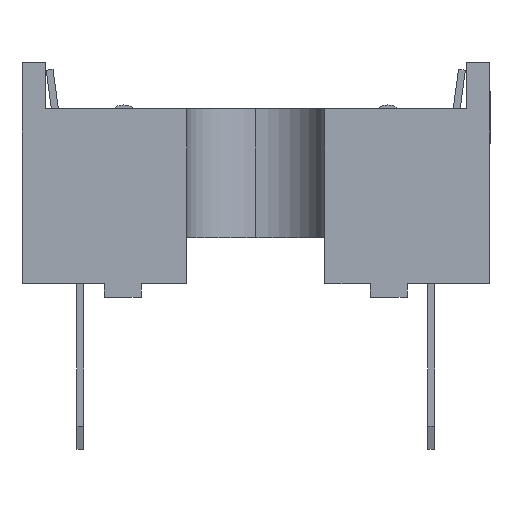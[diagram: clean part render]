
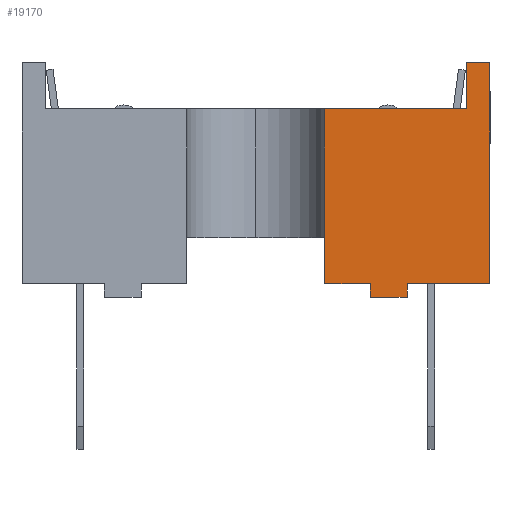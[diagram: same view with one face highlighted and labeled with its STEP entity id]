
A CAD part, left-side view. The second image highlights one B-rep face of the part: STEP entity #19170.
In plain terms, the highlighted planar face has unit normal (-1, 0, 0).
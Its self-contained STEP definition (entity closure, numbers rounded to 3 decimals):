
#42 = LINE ( 'NONE', #23298, #3764 ) ;
#196 = DIRECTION ( 'NONE',  ( 0., -1., 0. ) ) ;
#697 = DIRECTION ( 'NONE',  ( 0., -1., 0. ) ) ;
#1851 = VERTEX_POINT ( 'NONE', #11926 ) ;
#2343 = VECTOR ( 'NONE', #37076, 1000. ) ;
#2371 = VERTEX_POINT ( 'NONE', #9299 ) ;
#3081 = VERTEX_POINT ( 'NONE', #32589 ) ;
#3257 = VERTEX_POINT ( 'NONE', #35240 ) ;
#3322 = DIRECTION ( 'NONE',  ( 0., 0., 1. ) ) ;
#3588 = CARTESIAN_POINT ( 'NONE',  ( -10.16, 5.08, 0. ) ) ;
#3745 = DIRECTION ( 'NONE',  ( 0., -1., 0. ) ) ;
#3764 = VECTOR ( 'NONE', #32083, 1000. ) ;
#3958 = DIRECTION ( 'NONE',  ( 1., 0., 0. ) ) ;
#4129 = LINE ( 'NONE', #36291, #9930 ) ;
#4232 = CARTESIAN_POINT ( 'NONE',  ( -10.16, -2.49, -0.3 ) ) ;
#4369 = CARTESIAN_POINT ( 'NONE',  ( -10.16, -2.49, -0.3 ) ) ;
#4764 = VECTOR ( 'NONE', #35500, 1000. ) ;
#5125 = DIRECTION ( 'NONE',  ( 0., 0., 1. ) ) ;
#6177 = LINE ( 'NONE', #35165, #25785 ) ;
#6191 = DIRECTION ( 'NONE',  ( 0., 0., -1. ) ) ;
#6692 = EDGE_CURVE ( 'NONE', #3257, #24131, #29031, .T. ) ;
#7658 = AXIS2_PLACEMENT_3D ( 'NONE', #30209, #3958, #21227 ) ;
#8189 = LINE ( 'NONE', #32167, #27564 ) ;
#8551 = FACE_OUTER_BOUND ( 'NONE', #17489, .T. ) ;
#8828 = EDGE_CURVE ( 'NONE', #15174, #2371, #14750, .T. ) ;
#9299 = CARTESIAN_POINT ( 'NONE',  ( -10.16, -2.49, 0. ) ) ;
#9930 = VECTOR ( 'NONE', #3745, 1000. ) ;
#10369 = EDGE_CURVE ( 'NONE', #12377, #3257, #4129, .T. ) ;
#10486 = ORIENTED_EDGE ( 'NONE', *, *, #6692, .F. ) ;
#10671 = VECTOR ( 'NONE', #17728, 1000. ) ;
#11926 = CARTESIAN_POINT ( 'NONE',  ( -10.16, -3.29, -0.3 ) ) ;
#11957 = EDGE_CURVE ( 'NONE', #1851, #25991, #8189, .T. ) ;
#12346 = LINE ( 'NONE', #17910, #33249 ) ;
#12377 = VERTEX_POINT ( 'NONE', #34615 ) ;
#12509 = CARTESIAN_POINT ( 'NONE',  ( -10.16, -4.58, 3.8 ) ) ;
#12814 = EDGE_CURVE ( 'NONE', #20968, #27932, #42, .T. ) ;
#14639 = LINE ( 'NONE', #29032, #10671 ) ;
#14750 = LINE ( 'NONE', #26446, #25673 ) ;
#15174 = VERTEX_POINT ( 'NONE', #26239 ) ;
#16517 = ORIENTED_EDGE ( 'NONE', *, *, #10369, .F. ) ;
#17279 = EDGE_CURVE ( 'NONE', #3081, #15174, #12346, .T. ) ;
#17489 = EDGE_LOOP ( 'NONE', ( #16517, #37605, #32205, #20819, #29388, #25564, #33615, #23047, #33736, #34393, #10486 ) ) ;
#17728 = DIRECTION ( 'NONE',  ( 0., 0., -1. ) ) ;
#17910 = CARTESIAN_POINT ( 'NONE',  ( -10.16, -1.5, -1. ) ) ;
#17920 = CARTESIAN_POINT ( 'NONE',  ( -10.16, -5.08, 4.8 ) ) ;
#18353 = PLANE ( 'NONE',  #7658 ) ;
#18747 = CARTESIAN_POINT ( 'NONE',  ( -10.16, -5.08, 0. ) ) ;
#19170 = ADVANCED_FACE ( 'NONE', ( #8551 ), #18353, .F. ) ;
#20819 = ORIENTED_EDGE ( 'NONE', *, *, #34145, .T. ) ;
#20968 = VERTEX_POINT ( 'NONE', #36485 ) ;
#21227 = DIRECTION ( 'NONE',  ( 0., 0., -1. ) ) ;
#22132 = EDGE_CURVE ( 'NONE', #27932, #12377, #6177, .T. ) ;
#22489 = EDGE_CURVE ( 'NONE', #25991, #24131, #29851, .T. ) ;
#22586 = VECTOR ( 'NONE', #6191, 1000. ) ;
#23047 = ORIENTED_EDGE ( 'NONE', *, *, #27565, .T. ) ;
#23298 = CARTESIAN_POINT ( 'NONE',  ( -10.16, 4.58, 3.8 ) ) ;
#24131 = VERTEX_POINT ( 'NONE', #18747 ) ;
#25564 = ORIENTED_EDGE ( 'NONE', *, *, #8828, .T. ) ;
#25673 = VECTOR ( 'NONE', #196, 1000. ) ;
#25785 = VECTOR ( 'NONE', #3322, 1000. ) ;
#25945 = LINE ( 'NONE', #34418, #2343 ) ;
#25991 = VERTEX_POINT ( 'NONE', #28171 ) ;
#26239 = CARTESIAN_POINT ( 'NONE',  ( -10.16, -1.5, 0. ) ) ;
#26446 = CARTESIAN_POINT ( 'NONE',  ( -10.16, 5.08, 0. ) ) ;
#26701 = DIRECTION ( 'NONE',  ( 0., 0., -1. ) ) ;
#27564 = VECTOR ( 'NONE', #5125, 1000. ) ;
#27565 = EDGE_CURVE ( 'NONE', #30407, #1851, #25945, .T. ) ;
#27932 = VERTEX_POINT ( 'NONE', #12509 ) ;
#28171 = CARTESIAN_POINT ( 'NONE',  ( -10.16, -3.29, 0. ) ) ;
#28889 = VECTOR ( 'NONE', #697, 1000. ) ;
#29031 = LINE ( 'NONE', #17920, #22586 ) ;
#29032 = CARTESIAN_POINT ( 'NONE',  ( -10.16, -1.5, 0. ) ) ;
#29388 = ORIENTED_EDGE ( 'NONE', *, *, #17279, .T. ) ;
#29851 = LINE ( 'NONE', #3588, #28889 ) ;
#30124 = EDGE_CURVE ( 'NONE', #30407, #2371, #30484, .T. ) ;
#30209 = CARTESIAN_POINT ( 'NONE',  ( -10.16, 5.08, 4.8 ) ) ;
#30407 = VERTEX_POINT ( 'NONE', #4369 ) ;
#30484 = LINE ( 'NONE', #4232, #4764 ) ;
#32083 = DIRECTION ( 'NONE',  ( 0., -1., 0. ) ) ;
#32167 = CARTESIAN_POINT ( 'NONE',  ( -10.16, -3.29, -0.3 ) ) ;
#32205 = ORIENTED_EDGE ( 'NONE', *, *, #12814, .F. ) ;
#32589 = CARTESIAN_POINT ( 'NONE',  ( -10.16, -1.5, 1. ) ) ;
#33249 = VECTOR ( 'NONE', #26701, 1000. ) ;
#33615 = ORIENTED_EDGE ( 'NONE', *, *, #30124, .F. ) ;
#33736 = ORIENTED_EDGE ( 'NONE', *, *, #11957, .T. ) ;
#34145 = EDGE_CURVE ( 'NONE', #20968, #3081, #14639, .T. ) ;
#34393 = ORIENTED_EDGE ( 'NONE', *, *, #22489, .T. ) ;
#34418 = CARTESIAN_POINT ( 'NONE',  ( -10.16, -3.29, -0.3 ) ) ;
#34615 = CARTESIAN_POINT ( 'NONE',  ( -10.16, -4.58, 4.8 ) ) ;
#35165 = CARTESIAN_POINT ( 'NONE',  ( -10.16, -4.58, 3.8 ) ) ;
#35240 = CARTESIAN_POINT ( 'NONE',  ( -10.16, -5.08, 4.8 ) ) ;
#35500 = DIRECTION ( 'NONE',  ( 0., 0., 1. ) ) ;
#36291 = CARTESIAN_POINT ( 'NONE',  ( -10.16, 5.08, 4.8 ) ) ;
#36485 = CARTESIAN_POINT ( 'NONE',  ( -10.16, -1.5, 3.8 ) ) ;
#37076 = DIRECTION ( 'NONE',  ( 0., -1., 0. ) ) ;
#37605 = ORIENTED_EDGE ( 'NONE', *, *, #22132, .F. ) ;
